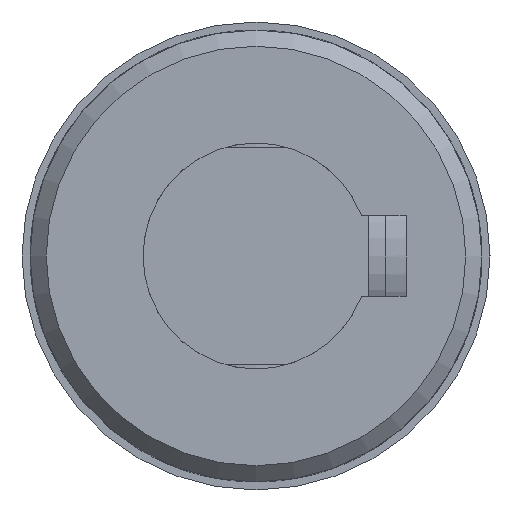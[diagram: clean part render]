
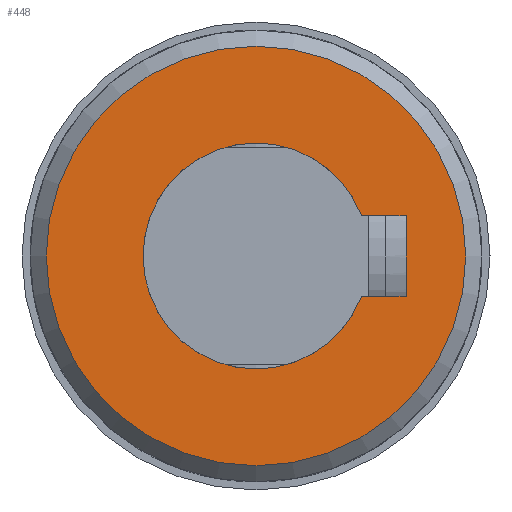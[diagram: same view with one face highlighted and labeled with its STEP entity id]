
A CAD part, left-side view. The second image highlights one B-rep face of the part: STEP entity #448.
In plain terms, the highlighted planar face has unit normal (-1, 0, 0).
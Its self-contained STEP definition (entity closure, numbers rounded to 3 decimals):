
#448 = ADVANCED_FACE( '', ( #937, #938 ), #939, .T. );
#937 = FACE_BOUND( '', #1519, .T. );
#938 = FACE_OUTER_BOUND( '', #1520, .T. );
#939 = PLANE( '', #1521 );
#1519 = EDGE_LOOP( '', ( #2518, #2519, #2520, #2521 ) );
#1520 = EDGE_LOOP( '', ( #2522 ) );
#1521 = AXIS2_PLACEMENT_3D( '', #2523, #2524, #2525 );
#2518 = ORIENTED_EDGE( '', *, *, #3671, .T. );
#2519 = ORIENTED_EDGE( '', *, *, #3723, .T. );
#2520 = ORIENTED_EDGE( '', *, *, #3715, .T. );
#2521 = ORIENTED_EDGE( '', *, *, #3724, .T. );
#2522 = ORIENTED_EDGE( '', *, *, #3725, .F. );
#2523 = CARTESIAN_POINT( '', ( 0., 13., 0. ) );
#2524 = DIRECTION( '', ( -1., 0., 0. ) );
#2525 = DIRECTION( '', ( 0., 0., 1. ) );
#3671 = EDGE_CURVE( '', #4462, #4460, #4463, .T. );
#3715 = EDGE_CURVE( '', #4526, #4524, #4527, .T. );
#3723 = EDGE_CURVE( '', #4460, #4526, #4537, .T. );
#3724 = EDGE_CURVE( '', #4524, #4462, #4538, .T. );
#3725 = EDGE_CURVE( '', #4539, #4539, #4540, .T. );
#4460 = VERTEX_POINT( '', #5785 );
#4462 = VERTEX_POINT( '', #5788 );
#4463 = LINE( '', #5789, #5790 );
#4524 = VERTEX_POINT( '', #5867 );
#4526 = VERTEX_POINT( '', #5870 );
#4527 = LINE( '', #5871, #5872 );
#4537 = CIRCLE( '', #5884, 7. );
#4538 = LINE( '', #5885, #5886 );
#4539 = VERTEX_POINT( '', #5887 );
#4540 = CIRCLE( '', #5888, 13. );
#5785 = CARTESIAN_POINT( '', ( 0., 2.5, -6.538 ) );
#5788 = CARTESIAN_POINT( '', ( 0., 2.5, -9.3 ) );
#5789 = CARTESIAN_POINT( '', ( 0., 2.5, -9.3 ) );
#5790 = VECTOR( '', #7262, 1000. );
#5867 = CARTESIAN_POINT( '', ( 0., -2.5, -9.3 ) );
#5870 = CARTESIAN_POINT( '', ( 0., -2.5, -6.538 ) );
#5871 = CARTESIAN_POINT( '', ( 0., -2.5, 0. ) );
#5872 = VECTOR( '', #7334, 1000. );
#5884 = AXIS2_PLACEMENT_3D( '', #7343, #7344, #7345 );
#5885 = CARTESIAN_POINT( '', ( 0., -2.5, -9.3 ) );
#5886 = VECTOR( '', #7346, 1000. );
#5887 = CARTESIAN_POINT( '', ( 0., 0., -13. ) );
#5888 = AXIS2_PLACEMENT_3D( '', #7347, #7348, #7349 );
#7262 = DIRECTION( '', ( 0., 0., 1. ) );
#7334 = DIRECTION( '', ( 0., 0., -1. ) );
#7343 = CARTESIAN_POINT( '', ( 0., 0., 0. ) );
#7344 = DIRECTION( '', ( 1., 0., 0. ) );
#7345 = DIRECTION( '', ( 0., 0., -1. ) );
#7346 = DIRECTION( '', ( 0., 1., 0. ) );
#7347 = CARTESIAN_POINT( '', ( 0., 0., 0. ) );
#7348 = DIRECTION( '', ( 1., 0., 0. ) );
#7349 = DIRECTION( '', ( 0., 0., -1. ) );
